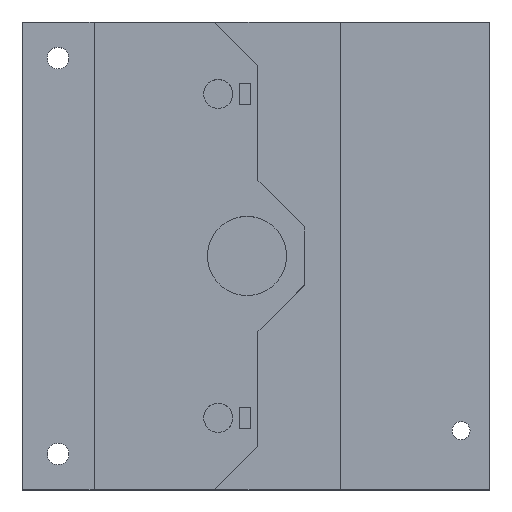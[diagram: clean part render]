
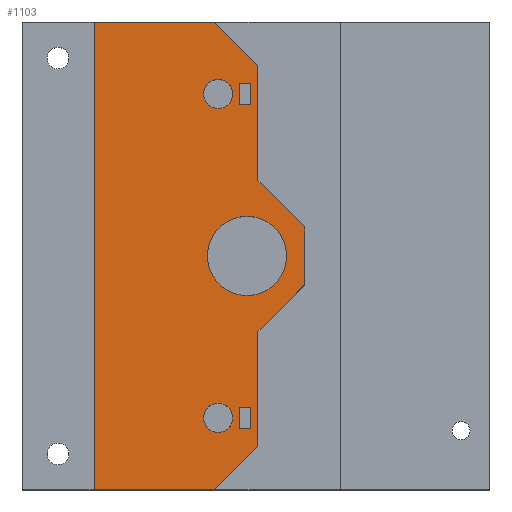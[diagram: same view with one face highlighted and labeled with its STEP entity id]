
A CAD part, top view. The second image highlights one B-rep face of the part: STEP entity #1103.
In plain terms, the highlighted planar face has unit normal (0, 0, 1).
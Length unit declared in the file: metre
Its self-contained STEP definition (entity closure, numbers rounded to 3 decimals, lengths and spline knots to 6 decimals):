
#43=CIRCLE('',#1195,0.00405);
#44=CIRCLE('',#1196,0.00405);
#45=CIRCLE('',#1197,0.011);
#148=ORIENTED_EDGE('',*,*,#445,.T.);
#149=ORIENTED_EDGE('',*,*,#446,.F.);
#150=ORIENTED_EDGE('',*,*,#447,.F.);
#151=ORIENTED_EDGE('',*,*,#392,.T.);
#152=ORIENTED_EDGE('',*,*,#448,.T.);
#153=ORIENTED_EDGE('',*,*,#449,.F.);
#154=ORIENTED_EDGE('',*,*,#381,.T.);
#155=ORIENTED_EDGE('',*,*,#450,.F.);
#156=ORIENTED_EDGE('',*,*,#451,.T.);
#157=ORIENTED_EDGE('',*,*,#402,.T.);
#158=ORIENTED_EDGE('',*,*,#452,.F.);
#159=ORIENTED_EDGE('',*,*,#453,.T.);
#160=ORIENTED_EDGE('',*,*,#454,.T.);
#161=ORIENTED_EDGE('',*,*,#416,.F.);
#162=ORIENTED_EDGE('',*,*,#455,.T.);
#163=ORIENTED_EDGE('',*,*,#456,.T.);
#164=ORIENTED_EDGE('',*,*,#457,.F.);
#165=ORIENTED_EDGE('',*,*,#458,.F.);
#166=ORIENTED_EDGE('',*,*,#459,.F.);
#167=ORIENTED_EDGE('',*,*,#425,.T.);
#168=ORIENTED_EDGE('',*,*,#460,.T.);
#381=EDGE_CURVE('',#534,#535,#635,.T.);
#392=EDGE_CURVE('',#545,#544,#644,.T.);
#402=EDGE_CURVE('',#554,#553,#651,.T.);
#416=EDGE_CURVE('',#565,#566,#662,.T.);
#425=EDGE_CURVE('',#573,#572,#670,.T.);
#445=EDGE_CURVE('',#587,#587,#43,.F.);
#446=EDGE_CURVE('',#588,#588,#44,.T.);
#447=EDGE_CURVE('',#589,#589,#45,.T.);
#448=EDGE_CURVE('',#544,#590,#686,.F.);
#449=EDGE_CURVE('',#534,#590,#687,.T.);
#450=EDGE_CURVE('',#591,#535,#688,.T.);
#451=EDGE_CURVE('',#591,#554,#689,.F.);
#452=EDGE_CURVE('',#592,#553,#690,.T.);
#453=EDGE_CURVE('',#592,#593,#691,.T.);
#454=EDGE_CURVE('',#593,#545,#692,.T.);
#455=EDGE_CURVE('',#565,#594,#693,.T.);
#456=EDGE_CURVE('',#594,#595,#694,.T.);
#457=EDGE_CURVE('',#566,#595,#695,.T.);
#458=EDGE_CURVE('',#596,#597,#696,.T.);
#459=EDGE_CURVE('',#573,#596,#697,.T.);
#460=EDGE_CURVE('',#572,#597,#698,.T.);
#534=VERTEX_POINT('',#1597);
#535=VERTEX_POINT('',#1598);
#544=VERTEX_POINT('',#1618);
#545=VERTEX_POINT('',#1620);
#553=VERTEX_POINT('',#1638);
#554=VERTEX_POINT('',#1640);
#565=VERTEX_POINT('',#1666);
#566=VERTEX_POINT('',#1668);
#572=VERTEX_POINT('',#1684);
#573=VERTEX_POINT('',#1686);
#587=VERTEX_POINT('',#1725);
#588=VERTEX_POINT('',#1727);
#589=VERTEX_POINT('',#1729);
#590=VERTEX_POINT('',#1731);
#591=VERTEX_POINT('',#1734);
#592=VERTEX_POINT('',#1737);
#593=VERTEX_POINT('',#1739);
#594=VERTEX_POINT('',#1742);
#595=VERTEX_POINT('',#1744);
#596=VERTEX_POINT('',#1747);
#597=VERTEX_POINT('',#1748);
#635=LINE('',#1596,#759);
#644=LINE('',#1619,#768);
#651=LINE('',#1639,#775);
#662=LINE('',#1667,#786);
#670=LINE('',#1685,#794);
#686=LINE('',#1730,#810);
#687=LINE('',#1732,#811);
#688=LINE('',#1733,#812);
#689=LINE('',#1735,#813);
#690=LINE('',#1736,#814);
#691=LINE('',#1738,#815);
#692=LINE('',#1740,#816);
#693=LINE('',#1741,#817);
#694=LINE('',#1743,#818);
#695=LINE('',#1745,#819);
#696=LINE('',#1746,#820);
#697=LINE('',#1749,#821);
#698=LINE('',#1750,#822);
#759=VECTOR('',#1285,1.);
#768=VECTOR('',#1300,1.);
#775=VECTOR('',#1315,1.);
#786=VECTOR('',#1336,1.);
#794=VECTOR('',#1350,1.);
#810=VECTOR('',#1390,1.);
#811=VECTOR('',#1391,1.);
#812=VECTOR('',#1392,1.);
#813=VECTOR('',#1393,1.);
#814=VECTOR('',#1394,1.);
#815=VECTOR('',#1395,1.);
#816=VECTOR('',#1396,1.);
#817=VECTOR('',#1397,1.);
#818=VECTOR('',#1398,1.);
#819=VECTOR('',#1399,1.);
#820=VECTOR('',#1400,1.);
#821=VECTOR('',#1401,1.);
#822=VECTOR('',#1402,1.);
#897=EDGE_LOOP('',(#148));
#898=EDGE_LOOP('',(#149));
#899=EDGE_LOOP('',(#150));
#900=EDGE_LOOP('',(#151,#152,#153,#154,#155,#156,#157,#158,#159,#160));
#901=EDGE_LOOP('',(#161,#162,#163,#164));
#902=EDGE_LOOP('',(#165,#166,#167,#168));
#983=FACE_BOUND('',#897,.T.);
#984=FACE_BOUND('',#898,.T.);
#985=FACE_BOUND('',#899,.T.);
#986=FACE_BOUND('',#900,.T.);
#987=FACE_BOUND('',#901,.T.);
#988=FACE_BOUND('',#902,.T.);
#1052=PLANE('',#1194);
#1103=ADVANCED_FACE('',(#983,#984,#985,#986,#987,#988),#1052,.T.);
#1194=AXIS2_PLACEMENT_3D('',#1723,#1382,#1383);
#1195=AXIS2_PLACEMENT_3D('',#1724,#1384,#1385);
#1196=AXIS2_PLACEMENT_3D('',#1726,#1386,#1387);
#1197=AXIS2_PLACEMENT_3D('',#1728,#1388,#1389);
#1285=DIRECTION('',(0.,-1.,0.));
#1300=DIRECTION('',(0.,1.,0.));
#1315=DIRECTION('',(0.,1.,0.));
#1336=DIRECTION('',(0.,1.,0.));
#1350=DIRECTION('',(0.,-1.,0.));
#1382=DIRECTION('',(0.,0.,1.));
#1383=DIRECTION('',(1.,0.,0.));
#1384=DIRECTION('',(0.,0.,1.));
#1385=DIRECTION('',(1.,0.,0.));
#1386=DIRECTION('',(0.,0.,1.));
#1387=DIRECTION('',(1.,0.,0.));
#1388=DIRECTION('',(0.,0.,1.));
#1389=DIRECTION('',(1.,0.,0.));
#1390=DIRECTION('',(0.707,-0.707,0.));
#1391=DIRECTION('',(1.,0.,0.));
#1392=DIRECTION('',(-1.,0.,0.));
#1393=DIRECTION('',(-0.707,-0.707,0.));
#1394=DIRECTION('',(-0.707,-0.707,0.));
#1395=DIRECTION('',(0.,1.,0.));
#1396=DIRECTION('',(-0.707,0.707,0.));
#1397=DIRECTION('',(-1.,0.,0.));
#1398=DIRECTION('',(0.,1.,0.));
#1399=DIRECTION('',(-1.,0.,0.));
#1400=DIRECTION('',(0.,-1.,0.));
#1401=DIRECTION('',(-1.,0.,0.));
#1402=DIRECTION('',(-1.,0.,0.));
#1596=CARTESIAN_POINT('',(-0.35,0.195,0.02));
#1597=CARTESIAN_POINT('',(-0.35,0.26,0.02));
#1598=CARTESIAN_POINT('',(-0.35,0.13,0.02));
#1618=CARTESIAN_POINT('',(-0.30445,0.248,0.02));
#1619=CARTESIAN_POINT('',(-0.30445,0.238,0.02));
#1620=CARTESIAN_POINT('',(-0.30445,0.216,0.02));
#1638=CARTESIAN_POINT('',(-0.30445,0.174,0.02));
#1639=CARTESIAN_POINT('',(-0.30445,0.152,0.02));
#1640=CARTESIAN_POINT('',(-0.30445,0.142,0.02));
#1666=CARTESIAN_POINT('',(-0.30645,0.237,0.02));
#1667=CARTESIAN_POINT('',(-0.30645,0.24,0.02));
#1668=CARTESIAN_POINT('',(-0.30645,0.243,0.02));
#1684=CARTESIAN_POINT('',(-0.30645,0.147,0.02));
#1685=CARTESIAN_POINT('',(-0.30645,0.15,0.02));
#1686=CARTESIAN_POINT('',(-0.30645,0.153,0.02));
#1723=CARTESIAN_POINT('',(-0.36,0.52,0.02));
#1724=CARTESIAN_POINT('',(-0.3155,0.24,0.02));
#1725=CARTESIAN_POINT('',(-0.31145,0.24,0.02));
#1726=CARTESIAN_POINT('',(-0.3155,0.15,0.02));
#1727=CARTESIAN_POINT('',(-0.31145,0.15,0.02));
#1728=CARTESIAN_POINT('',(-0.3075,0.195,0.02));
#1729=CARTESIAN_POINT('',(-0.2965,0.195,0.02));
#1730=CARTESIAN_POINT('',(-0.468225,0.411775,0.02));
#1731=CARTESIAN_POINT('',(-0.31645,0.26,0.02));
#1732=CARTESIAN_POINT('',(-0.305,0.26,0.02));
#1733=CARTESIAN_POINT('',(-0.305,0.13,0.02));
#1734=CARTESIAN_POINT('',(-0.31645,0.13,0.02));
#1735=CARTESIAN_POINT('',(-0.143225,0.303225,0.02));
#1736=CARTESIAN_POINT('',(-0.297975,0.180475,0.02));
#1737=CARTESIAN_POINT('',(-0.2915,0.18695,0.02));
#1738=CARTESIAN_POINT('',(-0.2915,0.195,0.02));
#1739=CARTESIAN_POINT('',(-0.2915,0.20305,0.02));
#1740=CARTESIAN_POINT('',(-0.297975,0.209525,0.02));
#1741=CARTESIAN_POINT('',(-0.30795,0.237,0.02));
#1742=CARTESIAN_POINT('',(-0.30945,0.237,0.02));
#1743=CARTESIAN_POINT('',(-0.30945,0.24,0.02));
#1744=CARTESIAN_POINT('',(-0.30945,0.243,0.02));
#1745=CARTESIAN_POINT('',(-0.30795,0.243,0.02));
#1746=CARTESIAN_POINT('',(-0.30945,0.15,0.02));
#1747=CARTESIAN_POINT('',(-0.30945,0.153,0.02));
#1748=CARTESIAN_POINT('',(-0.30945,0.147,0.02));
#1749=CARTESIAN_POINT('',(-0.30795,0.153,0.02));
#1750=CARTESIAN_POINT('',(-0.30795,0.147,0.02));
